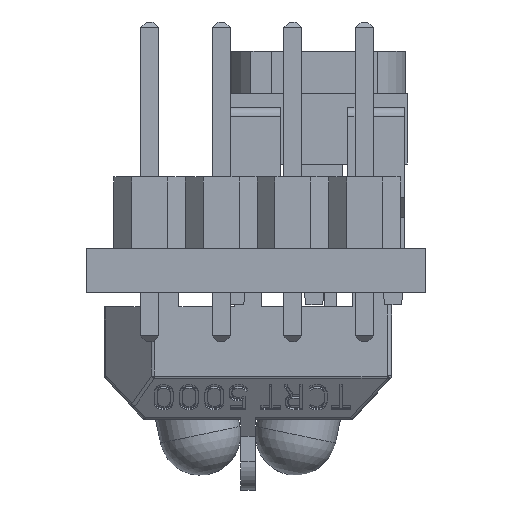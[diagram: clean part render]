
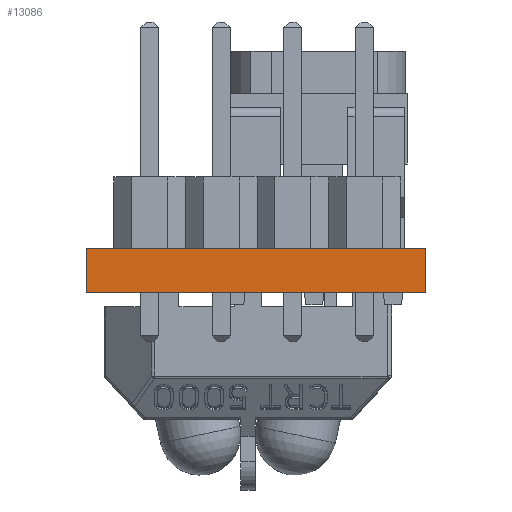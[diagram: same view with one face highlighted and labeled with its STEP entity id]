
A CAD part, front view. The second image highlights one B-rep face of the part: STEP entity #13086.
In plain terms, the highlighted planar face has unit normal (0, -1, 0).
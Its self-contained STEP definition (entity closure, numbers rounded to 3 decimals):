
#819=PLANE('',#14051);
#1342=FACE_OUTER_BOUND('',#2102,.T.);
#2102=EDGE_LOOP('',(#9247,#9248,#9249,#9250));
#2947=LINE('',#18527,#4376);
#2948=LINE('',#18530,#4377);
#2949=LINE('',#18532,#4378);
#2950=LINE('',#18533,#4379);
#4376=VECTOR('',#15153,10.);
#4377=VECTOR('',#15156,10.);
#4378=VECTOR('',#15157,10.);
#4379=VECTOR('',#15158,10.);
#6091=VERTEX_POINT('',#18523);
#6092=VERTEX_POINT('',#18525);
#6093=VERTEX_POINT('',#18529);
#6094=VERTEX_POINT('',#18531);
#7322=EDGE_CURVE('',#6091,#6092,#2947,.T.);
#7323=EDGE_CURVE('',#6093,#6091,#2948,.T.);
#7324=EDGE_CURVE('',#6094,#6092,#2949,.T.);
#7325=EDGE_CURVE('',#6093,#6094,#2950,.T.);
#9247=ORIENTED_EDGE('',*,*,#7323,.T.);
#9248=ORIENTED_EDGE('',*,*,#7322,.T.);
#9249=ORIENTED_EDGE('',*,*,#7324,.F.);
#9250=ORIENTED_EDGE('',*,*,#7325,.F.);
#13086=ADVANCED_FACE('',(#1342),#819,.T.);
#14051=AXIS2_PLACEMENT_3D('',#18528,#15154,#15155);
#15153=DIRECTION('',(0.,0.,1.));
#15154=DIRECTION('center_axis',(0.,-1.,
0.));
#15155=DIRECTION('ref_axis',(1.,0.,0.));
#15156=DIRECTION('',(1.,0.,0.));
#15157=DIRECTION('',(1.,0.,0.));
#15158=DIRECTION('',(0.,0.,1.));
#18523=CARTESIAN_POINT('',(12.042,0.002,0.));
#18525=CARTESIAN_POINT('',(12.042,0.002,1.57));
#18527=CARTESIAN_POINT('',(12.042,0.002,0.));
#18528=CARTESIAN_POINT('Origin',(0.,-0.002,0.));
#18529=CARTESIAN_POINT('',(0.,-0.002,0.));
#18530=CARTESIAN_POINT('',(0.,-0.002,0.));
#18531=CARTESIAN_POINT('',(0.,-0.002,1.57));
#18532=CARTESIAN_POINT('',(0.,-0.002,1.57));
#18533=CARTESIAN_POINT('',(0.,-0.002,0.));
